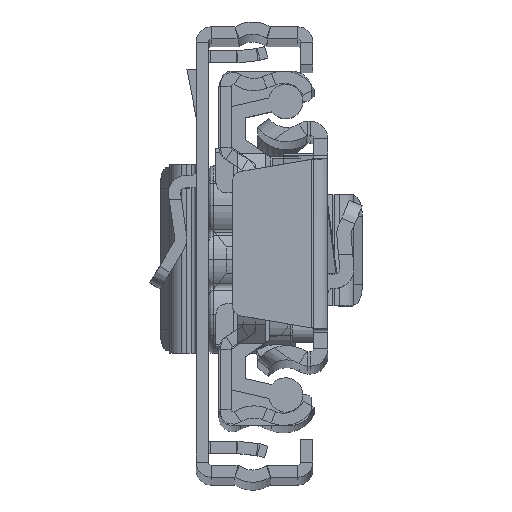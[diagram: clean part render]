
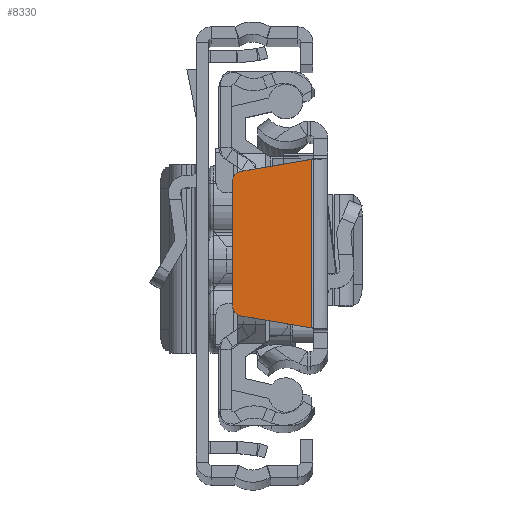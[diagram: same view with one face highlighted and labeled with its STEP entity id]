
A CAD part, top view. The second image highlights one B-rep face of the part: STEP entity #8330.
In plain terms, the highlighted planar face has unit normal (0, 0, 1).
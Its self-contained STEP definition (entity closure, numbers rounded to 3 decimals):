
#194 = LINE ( 'NONE', #7010, #8546 ) ;
#757 = DIRECTION ( 'NONE',  ( 0., 0., -1. ) ) ;
#1608 = ORIENTED_EDGE ( 'NONE', *, *, #5197, .F. ) ;
#2222 = CARTESIAN_POINT ( 'NONE',  ( -8.4, 6.156, 0. ) ) ;
#2627 = VERTEX_POINT ( 'NONE', #16562 ) ;
#2682 = CIRCLE ( 'NONE', #9608, 1. ) ;
#3381 = VERTEX_POINT ( 'NONE', #12809 ) ;
#3804 = EDGE_CURVE ( 'NONE', #2627, #17734, #20925, .T. ) ;
#4105 = VERTEX_POINT ( 'NONE', #20558 ) ;
#4171 = CARTESIAN_POINT ( 'NONE',  ( -8.568, -7.142, 0. ) ) ;
#4231 = DIRECTION ( 'NONE',  ( 0.986, 0.168, 0. ) ) ;
#4454 = ORIENTED_EDGE ( 'NONE', *, *, #14455, .F. ) ;
#4951 = VERTEX_POINT ( 'NONE', #5453 ) ;
#5197 = EDGE_CURVE ( 'NONE', #3381, #5796, #5318, .T. ) ;
#5318 = LINE ( 'NONE', #6725, #15611 ) ;
#5453 = CARTESIAN_POINT ( 'NONE',  ( -9.4, 6.156, 0. ) ) ;
#5796 = VERTEX_POINT ( 'NONE', #4171 ) ;
#6625 = DIRECTION ( 'NONE',  ( -0.986, 0.168, 0. ) ) ;
#6725 = CARTESIAN_POINT ( 'NONE',  ( -8.568, -7.142, 0. ) ) ;
#6889 = DIRECTION ( 'NONE',  ( 0., 0., -1. ) ) ;
#7010 = CARTESIAN_POINT ( 'NONE',  ( -9.4, 6.156, 0. ) ) ;
#7146 = CARTESIAN_POINT ( 'NONE',  ( -8.4, 6.156, 0. ) ) ;
#7973 = AXIS2_PLACEMENT_3D ( 'NONE', #7146, #11805, #15494 ) ;
#8211 = EDGE_LOOP ( 'NONE', ( #8687, #19447, #19134, #8382, #4454, #1608 ) ) ;
#8330 = ADVANCED_FACE ( 'NONE', ( #15167 ), #13534, .F. ) ;
#8382 = ORIENTED_EDGE ( 'NONE', *, *, #16839, .F. ) ;
#8500 = DIRECTION ( 'NONE',  ( -1., 0., 0. ) ) ;
#8546 = VECTOR ( 'NONE', #17195, 1000. ) ;
#8581 = DIRECTION ( 'NONE',  ( 0., -1., 0. ) ) ;
#8687 = ORIENTED_EDGE ( 'NONE', *, *, #13925, .F. ) ;
#9415 = VECTOR ( 'NONE', #4231, 1000. ) ;
#9608 = AXIS2_PLACEMENT_3D ( 'NONE', #17428, #757, #12333 ) ;
#9998 = CARTESIAN_POINT ( 'NONE',  ( -1.6, 8.333, 0. ) ) ;
#11250 = EDGE_CURVE ( 'NONE', #4951, #2627, #15437, .T. ) ;
#11805 = DIRECTION ( 'NONE',  ( 0., 0., -1. ) ) ;
#12043 = CARTESIAN_POINT ( 'NONE',  ( -1.6, -8.333, 0. ) ) ;
#12333 = DIRECTION ( 'NONE',  ( -1., 0., 0. ) ) ;
#12809 = CARTESIAN_POINT ( 'NONE',  ( -1.6, -8.333, 0. ) ) ;
#13534 = PLANE ( 'NONE',  #7973 ) ;
#13925 = EDGE_CURVE ( 'NONE', #17734, #3381, #18548, .T. ) ;
#14455 = EDGE_CURVE ( 'NONE', #5796, #4105, #2682, .T. ) ;
#15167 = FACE_OUTER_BOUND ( 'NONE', #8211, .T. ) ;
#15437 = CIRCLE ( 'NONE', #21330, 1. ) ;
#15494 = DIRECTION ( 'NONE',  ( -1., 0., 0. ) ) ;
#15611 = VECTOR ( 'NONE', #6625, 1000. ) ;
#16562 = CARTESIAN_POINT ( 'NONE',  ( -8.568, 7.142, 0. ) ) ;
#16839 = EDGE_CURVE ( 'NONE', #4105, #4951, #194, .T. ) ;
#17195 = DIRECTION ( 'NONE',  ( 0., 1., 0. ) ) ;
#17428 = CARTESIAN_POINT ( 'NONE',  ( -8.4, -6.156, 0. ) ) ;
#17734 = VERTEX_POINT ( 'NONE', #9998 ) ;
#18548 = LINE ( 'NONE', #12043, #18606 ) ;
#18606 = VECTOR ( 'NONE', #8581, 1000. ) ;
#19134 = ORIENTED_EDGE ( 'NONE', *, *, #11250, .F. ) ;
#19298 = CARTESIAN_POINT ( 'NONE',  ( -1.5, 8.35, 0. ) ) ;
#19447 = ORIENTED_EDGE ( 'NONE', *, *, #3804, .F. ) ;
#20558 = CARTESIAN_POINT ( 'NONE',  ( -9.4, -6.156, 0. ) ) ;
#20925 = LINE ( 'NONE', #19298, #9415 ) ;
#21330 = AXIS2_PLACEMENT_3D ( 'NONE', #2222, #6889, #8500 ) ;
